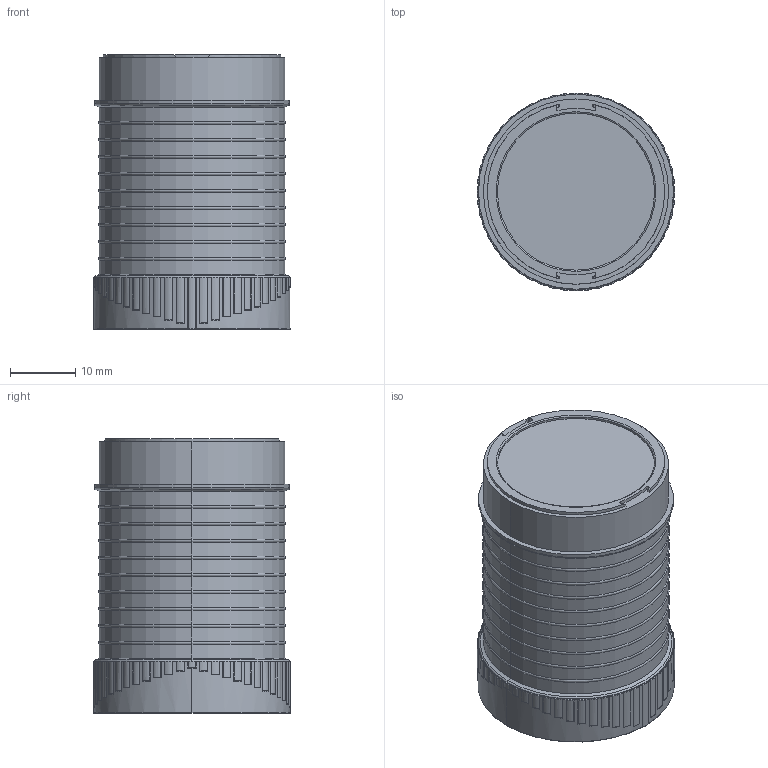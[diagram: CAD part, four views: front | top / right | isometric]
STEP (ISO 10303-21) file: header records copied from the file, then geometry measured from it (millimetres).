
FILE_DESCRIPTION (( 'STEP AP214' ), '1' );
FILE_NAME ('TLM Mini Module.STEP', '2025-04-04T08:43:44', ( '' ), ( '' ), 'SwSTEP 2.0', 'SolidWorks 2025', '' );
FILE_SCHEMA (( 'AUTOMOTIVE_DESIGN' ));
Length unit declared in the file: millimetre
Products named in the file (1): TLM Mini Module
Bounding box: 30.2 x 30.19 x 42 mm (x, y, z)
Volume: 22945.9 mm3; surface area: 7063.8 mm2
Topology: 2 solids, 2 shells, 661 faces, 1666 edges, 1021 vertices
Faces by surface type: torus 305, cylinder 232, plane 124
Entity records: 20602 total; most frequent: CARTESIAN_POINT 4335, DIRECTION 3768, ORIENTED_EDGE 3332, AXIS2_PLACEMENT_3D 1666, EDGE_CURVE 1666, VERTEX_POINT 1021, CIRCLE 1004, EDGE_LOOP 679
